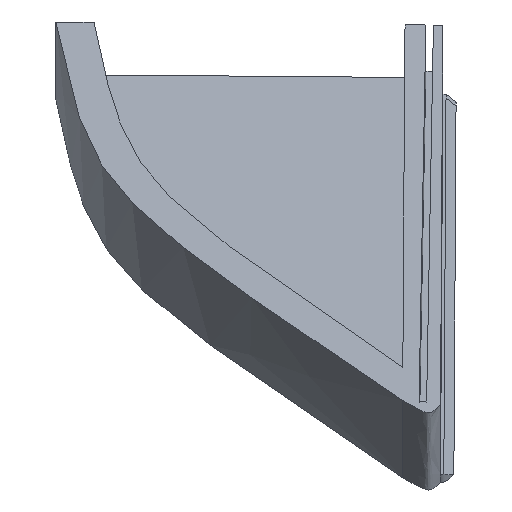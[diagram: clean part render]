
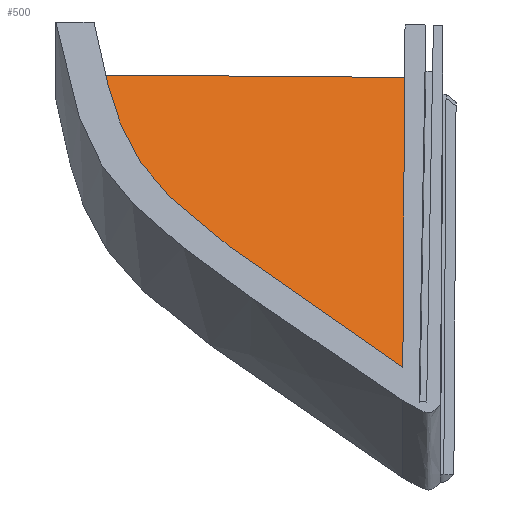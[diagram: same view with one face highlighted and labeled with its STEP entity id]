
A CAD part, isometric view. The second image highlights one B-rep face of the part: STEP entity #500.
In plain terms, the highlighted planar face has unit normal (0, 0, 1).
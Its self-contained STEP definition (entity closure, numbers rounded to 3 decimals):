
#45=FACE_OUTER_BOUND('',#71,.T.);
#71=EDGE_LOOP('',(#390,#391,#392,#393));
#90=B_SPLINE_CURVE_WITH_KNOTS('',3,(#1369,#1370,#1371,#1372,#1373,#1374,
#1375,#1376,#1377,#1378,#1379,#1380,#1381,#1382,#1383,#1384,#1385,#1386,
#1387,#1388,#1389,#1390,#1391,#1392,#1393,#1394,#1395,#1396),
 .UNSPECIFIED.,.F.,.F.,(4,2,2,2,2,2,2,2,2,2,2,2,2,4),(-33.574,
-32.221,-29.89,-27.42,-24.622,
-21.411,-17.017,-14.839,-13.036,
-9.968,-7.295,-4.813,-2.617,
-2.354),.UNSPECIFIED.);
#99=LINE('',#775,#154);
#120=LINE('',#1338,#175);
#126=LINE('',#1368,#181);
#154=VECTOR('',#562,10.);
#175=VECTOR('',#595,10.);
#181=VECTOR('',#617,10.);
#211=VERTEX_POINT('',#772);
#212=VERTEX_POINT('',#774);
#231=VERTEX_POINT('',#1336);
#238=VERTEX_POINT('',#1367);
#259=EDGE_CURVE('',#211,#212,#99,.T.);
#287=EDGE_CURVE('',#231,#211,#120,.T.);
#299=EDGE_CURVE('',#238,#231,#126,.T.);
#300=EDGE_CURVE('',#212,#238,#90,.T.);
#390=ORIENTED_EDGE('',*,*,#299,.F.);
#391=ORIENTED_EDGE('',*,*,#300,.F.);
#392=ORIENTED_EDGE('',*,*,#259,.F.);
#393=ORIENTED_EDGE('',*,*,#287,.F.);
#476=PLANE('',#540);
#500=ADVANCED_FACE('',(#45),#476,.T.);
#540=AXIS2_PLACEMENT_3D('',#1366,#615,#616);
#562=DIRECTION('',(-0.71,-0.705,0.));
#595=DIRECTION('',(-0.717,-0.697,0.));
#615=DIRECTION('center_axis',(0.,0.,1.));
#616=DIRECTION('ref_axis',(1.,0.,0.));
#617=DIRECTION('',(0.697,-0.717,0.));
#772=CARTESIAN_POINT('',(117.991,-619.072,8.196));
#774=CARTESIAN_POINT('',(10.804,-725.531,8.196));
#775=CARTESIAN_POINT('',(250.347,-487.615,8.196));
#1336=CARTESIAN_POINT('',(121.887,-615.284,8.196));
#1338=CARTESIAN_POINT('',(419.522,-325.916,8.196));
#1366=CARTESIAN_POINT('Origin',(394.699,-368.238,8.196));
#1367=CARTESIAN_POINT('',(64.663,-556.425,8.196));
#1368=CARTESIAN_POINT('',(120.367,-613.721,8.196));
#1369=CARTESIAN_POINT('Ctrl Pts',(10.804,-725.531,8.196));
#1370=CARTESIAN_POINT('Ctrl Pts',(11.198,-720.205,8.196));
#1371=CARTESIAN_POINT('Ctrl Pts',(11.583,-715.149,8.196));
#1372=CARTESIAN_POINT('Ctrl Pts',(12.611,-702.075,8.196));
#1373=CARTESIAN_POINT('Ctrl Pts',(13.238,-694.552,8.196));
#1374=CARTESIAN_POINT('Ctrl Pts',(14.508,-680.403,8.196));
#1375=CARTESIAN_POINT('Ctrl Pts',(15.149,-673.858,8.196));
#1376=CARTESIAN_POINT('Ctrl Pts',(16.522,-661.231,8.196));
#1377=CARTESIAN_POINT('Ctrl Pts',(17.254,-655.326,8.196));
#1378=CARTESIAN_POINT('Ctrl Pts',(18.877,-644.019,8.196));
#1379=CARTESIAN_POINT('Ctrl Pts',(19.777,-638.82,8.196));
#1380=CARTESIAN_POINT('Ctrl Pts',(22.05,-627.921,8.196));
#1381=CARTESIAN_POINT('Ctrl Pts',(23.473,-622.742,8.196));
#1382=CARTESIAN_POINT('Ctrl Pts',(25.893,-615.731,8.196));
#1383=CARTESIAN_POINT('Ctrl Pts',(26.754,-613.479,8.196));
#1384=CARTESIAN_POINT('Ctrl Pts',(28.565,-609.255,8.196));
#1385=CARTESIAN_POINT('Ctrl Pts',(29.468,-607.317,8.196));
#1386=CARTESIAN_POINT('Ctrl Pts',(32.186,-601.914,8.196));
#1387=CARTESIAN_POINT('Ctrl Pts',(34.204,-598.336,8.196));
#1388=CARTESIAN_POINT('Ctrl Pts',(38.786,-591.006,8.196));
#1389=CARTESIAN_POINT('Ctrl Pts',(41.246,-587.335,8.196));
#1390=CARTESIAN_POINT('Ctrl Pts',(46.773,-579.546,8.196));
#1391=CARTESIAN_POINT('Ctrl Pts',(49.785,-575.478,8.196));
#1392=CARTESIAN_POINT('Ctrl Pts',(56.24,-567.045,8.196));
#1393=CARTESIAN_POINT('Ctrl Pts',(59.593,-562.768,8.196));
#1394=CARTESIAN_POINT('Ctrl Pts',(63.757,-557.555,8.196));
#1395=CARTESIAN_POINT('Ctrl Pts',(64.207,-556.993,8.196));
#1396=CARTESIAN_POINT('Ctrl Pts',(64.663,-556.425,8.196));
